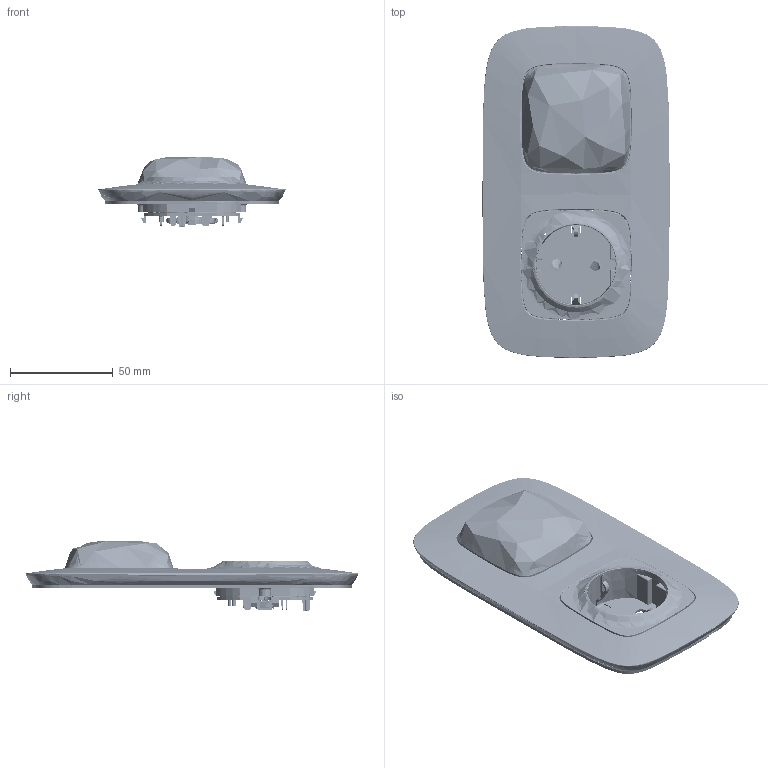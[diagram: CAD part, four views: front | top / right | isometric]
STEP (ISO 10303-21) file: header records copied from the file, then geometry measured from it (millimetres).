
FILE_DESCRIPTION(('CATIA V5 STEP Exchange','CAx-IF Rec.Pracs.--- Model Styling and Organization---1.5--- 2016-08-15','CAx-IF Rec.Pracs.---Supplemental Geometry---1.0---2011-11-01','CAx-IF Rec.Pracs.--- Composite Materials ---1.1---2010-07-15'),'2;1');
FILE_NAME('VA_752596_SKIT-Socket&GTW.stp','2021-10-01T11:48:24+00:00',('none'),('none'),'CATIA Version 5-6 Release 2020 SP3','CATIA V5 STEP AP214 v2','none');
FILE_SCHEMA(('AUTOMOTIVE_DESIGN { 1 0 10303 214 1 1 1 1 }'));
Products named in the file (1): VL_752596_STARTER_KIT_AllCATPart
Bounding box: 91.25 x 161.75 x 34.22 mm (x, y, z)
Volume: 62402.8 mm3; surface area: 99439.8 mm2
Topology: 21 solids, 21 shells, 12607 faces, 35637 edges, 23238 vertices
Faces by surface type: plane 8534, cylinder 1286, bspline 1178, extrusion 678, cone 676, torus 112, sphere 107, revolution 36
Entity records: 505372 total; most frequent: CARTESIAN_POINT 218407, ORIENTED_EDGE 71058, DIRECTION 38974, EDGE_CURVE 35529, VERTEX_POINT 23238, VECTOR 19157, LINE 18479, B_SPLINE_CURVE_WITH_KNOTS 15553
